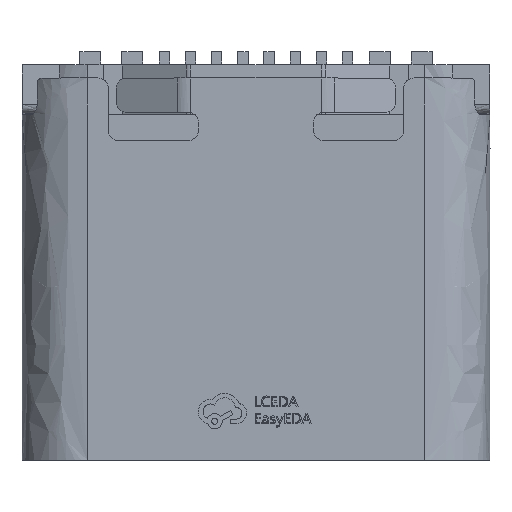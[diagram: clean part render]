
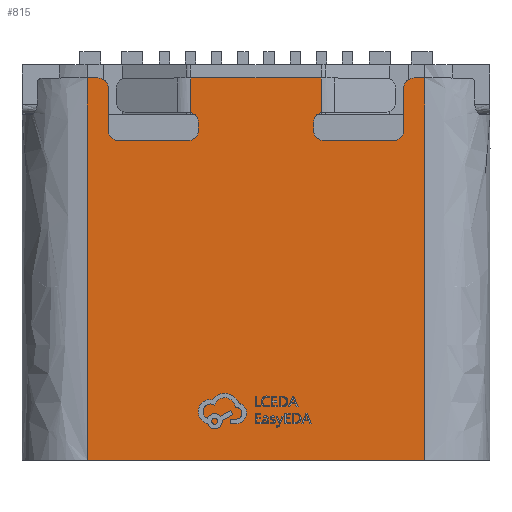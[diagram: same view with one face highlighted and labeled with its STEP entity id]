
A CAD part, top view. The second image highlights one B-rep face of the part: STEP entity #815.
In plain terms, the highlighted free-form (B-spline) face has degree [1, 1] with [2, 2] control points.
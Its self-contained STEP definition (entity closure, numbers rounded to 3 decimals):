
#590 = VERTEX_POINT('',#591);
#591 = CARTESIAN_POINT('',(1.1,2.545,4.16));
#596 = EDGE_CURVE('',#597,#590,#599,.T.);
#597 = VERTEX_POINT('',#598);
#598 = CARTESIAN_POINT('',(1.1,2.395,4.16));
#599 = B_SPLINE_CURVE_WITH_KNOTS('',1,(#600,#601),.UNSPECIFIED.,.F.,.F.,
  (2,2),(0.2,0.35),.PIECEWISE_BEZIER_KNOTS.);
#600 = CARTESIAN_POINT('',(1.1,2.395,4.16));
#601 = CARTESIAN_POINT('',(1.1,2.545,4.16));
#619 = VERTEX_POINT('',#620);
#620 = CARTESIAN_POINT('',(3.22,3.395,4.16));
#649 = VERTEX_POINT('',#650);
#650 = CARTESIAN_POINT('',(3.02,3.395,4.16));
#655 = EDGE_CURVE('',#619,#649,#656,.T.);
#656 = B_SPLINE_CURVE_WITH_KNOTS('',1,(#657,#658),.UNSPECIFIED.,.F.,.F.,
  (2,2),(-6.44,-6.24),.PIECEWISE_BEZIER_KNOTS.);
#657 = CARTESIAN_POINT('',(3.22,3.395,4.16));
#658 = CARTESIAN_POINT('',(3.02,3.395,4.16));
#815 = ADVANCED_FACE('',(#816),#964,.T.);
#816 = FACE_BOUND('',#817,.T.);
#817 = EDGE_LOOP('',(#818,#827,#834,#842,#849,#857,#864,#872,#879,#887,
    #894,#901,#908,#913,#914,#922,#929,#937,#944,#950,#951,#959));
#818 = ORIENTED_EDGE('',*,*,#819,.T.);
#819 = EDGE_CURVE('',#820,#822,#824,.T.);
#820 = VERTEX_POINT('',#821);
#821 = CARTESIAN_POINT('',(1.246,3.395,4.16));
#822 = VERTEX_POINT('',#823);
#823 = CARTESIAN_POINT('',(-1.246,3.395,4.16));
#824 = B_SPLINE_CURVE_WITH_KNOTS('',1,(#825,#826),.UNSPECIFIED.,.F.,.F.,
  (2,2),(-2.346,0.146),.PIECEWISE_BEZIER_KNOTS.);
#825 = CARTESIAN_POINT('',(1.246,3.395,4.16));
#826 = CARTESIAN_POINT('',(-1.246,3.395,4.16));
#827 = ORIENTED_EDGE('',*,*,#828,.F.);
#828 = EDGE_CURVE('',#829,#822,#831,.T.);
#829 = VERTEX_POINT('',#830);
#830 = CARTESIAN_POINT('',(-1.246,2.738,4.16));
#831 = B_SPLINE_CURVE_WITH_KNOTS('',1,(#832,#833),.UNSPECIFIED.,.F.,.F.,
  (2,2),(-0.007,0.65),.PIECEWISE_BEZIER_KNOTS.);
#832 = CARTESIAN_POINT('',(-1.246,2.738,4.16));
#833 = CARTESIAN_POINT('',(-1.246,3.395,4.16));
#834 = ORIENTED_EDGE('',*,*,#835,.F.);
#835 = EDGE_CURVE('',#836,#829,#838,.T.);
#836 = VERTEX_POINT('',#837);
#837 = CARTESIAN_POINT('',(-1.1,2.545,4.16));
#838 = ( BOUNDED_CURVE() B_SPLINE_CURVE(2,(#839,#840,#841),
.UNSPECIFIED.,.F.,.F.) B_SPLINE_CURVE_WITH_KNOTS((3,3),(1.571,
2.87),.PIECEWISE_BEZIER_KNOTS.) CURVE() 
GEOMETRIC_REPRESENTATION_ITEM() RATIONAL_B_SPLINE_CURVE((1.,
0.796,1.)) REPRESENTATION_ITEM('') );
#839 = CARTESIAN_POINT('',(-1.1,2.545,4.16));
#840 = CARTESIAN_POINT('',(-1.1,2.697,4.16));
#841 = CARTESIAN_POINT('',(-1.246,2.738,4.16));
#842 = ORIENTED_EDGE('',*,*,#843,.F.);
#843 = EDGE_CURVE('',#844,#836,#846,.T.);
#844 = VERTEX_POINT('',#845);
#845 = CARTESIAN_POINT('',(-1.1,2.395,4.16));
#846 = B_SPLINE_CURVE_WITH_KNOTS('',1,(#847,#848),.UNSPECIFIED.,.F.,.F.,
  (2,2),(0.2,0.35),.PIECEWISE_BEZIER_KNOTS.);
#847 = CARTESIAN_POINT('',(-1.1,2.395,4.16));
#848 = CARTESIAN_POINT('',(-1.1,2.545,4.16));
#849 = ORIENTED_EDGE('',*,*,#850,.F.);
#850 = EDGE_CURVE('',#851,#844,#853,.T.);
#851 = VERTEX_POINT('',#852);
#852 = CARTESIAN_POINT('',(-1.3,2.195,4.16));
#853 = ( BOUNDED_CURVE() B_SPLINE_CURVE(2,(#854,#855,#856),
.UNSPECIFIED.,.F.,.F.) B_SPLINE_CURVE_WITH_KNOTS((3,3),(0.,
1.571),.PIECEWISE_BEZIER_KNOTS.) CURVE() 
GEOMETRIC_REPRESENTATION_ITEM() RATIONAL_B_SPLINE_CURVE((1.,
0.707,1.)) REPRESENTATION_ITEM('') );
#854 = CARTESIAN_POINT('',(-1.3,2.195,4.16));
#855 = CARTESIAN_POINT('',(-1.1,2.195,4.16));
#856 = CARTESIAN_POINT('',(-1.1,2.395,4.16));
#857 = ORIENTED_EDGE('',*,*,#858,.T.);
#858 = EDGE_CURVE('',#851,#859,#861,.T.);
#859 = VERTEX_POINT('',#860);
#860 = CARTESIAN_POINT('',(-2.62,2.195,4.16));
#861 = B_SPLINE_CURVE_WITH_KNOTS('',1,(#862,#863),.UNSPECIFIED.,.F.,.F.,
  (2,2),(-1.52,-0.2),.PIECEWISE_BEZIER_KNOTS.);
#862 = CARTESIAN_POINT('',(-1.3,2.195,4.16));
#863 = CARTESIAN_POINT('',(-2.62,2.195,4.16));
#864 = ORIENTED_EDGE('',*,*,#865,.F.);
#865 = EDGE_CURVE('',#866,#859,#868,.T.);
#866 = VERTEX_POINT('',#867);
#867 = CARTESIAN_POINT('',(-2.82,2.395,4.16));
#868 = ( BOUNDED_CURVE() B_SPLINE_CURVE(2,(#869,#870,#871),
.UNSPECIFIED.,.F.,.F.) B_SPLINE_CURVE_WITH_KNOTS((3,3),(4.712,
6.283),.PIECEWISE_BEZIER_KNOTS.) CURVE() 
GEOMETRIC_REPRESENTATION_ITEM() RATIONAL_B_SPLINE_CURVE((1.,
0.707,1.)) REPRESENTATION_ITEM('') );
#869 = CARTESIAN_POINT('',(-2.82,2.395,4.16));
#870 = CARTESIAN_POINT('',(-2.82,2.195,4.16));
#871 = CARTESIAN_POINT('',(-2.62,2.195,4.16));
#872 = ORIENTED_EDGE('',*,*,#873,.T.);
#873 = EDGE_CURVE('',#866,#874,#876,.T.);
#874 = VERTEX_POINT('',#875);
#875 = CARTESIAN_POINT('',(-2.82,3.195,4.16));
#876 = B_SPLINE_CURVE_WITH_KNOTS('',1,(#877,#878),.UNSPECIFIED.,.F.,.F.,
  (2,2),(-1.,-0.2),.PIECEWISE_BEZIER_KNOTS.);
#877 = CARTESIAN_POINT('',(-2.82,2.395,4.16));
#878 = CARTESIAN_POINT('',(-2.82,3.195,4.16));
#879 = ORIENTED_EDGE('',*,*,#880,.F.);
#880 = EDGE_CURVE('',#881,#874,#883,.T.);
#881 = VERTEX_POINT('',#882);
#882 = CARTESIAN_POINT('',(-3.02,3.395,4.16));
#883 = ( BOUNDED_CURVE() B_SPLINE_CURVE(2,(#884,#885,#886),
.UNSPECIFIED.,.F.,.F.) B_SPLINE_CURVE_WITH_KNOTS((3,3),(3.142,
4.712),.PIECEWISE_BEZIER_KNOTS.) CURVE() 
GEOMETRIC_REPRESENTATION_ITEM() RATIONAL_B_SPLINE_CURVE((1.,
0.707,1.)) REPRESENTATION_ITEM('') );
#884 = CARTESIAN_POINT('',(-3.02,3.395,4.16));
#885 = CARTESIAN_POINT('',(-2.82,3.395,4.16));
#886 = CARTESIAN_POINT('',(-2.82,3.195,4.16));
#887 = ORIENTED_EDGE('',*,*,#888,.F.);
#888 = EDGE_CURVE('',#889,#881,#891,.T.);
#889 = VERTEX_POINT('',#890);
#890 = CARTESIAN_POINT('',(-3.22,3.395,4.16));
#891 = B_SPLINE_CURVE_WITH_KNOTS('',1,(#892,#893),.UNSPECIFIED.,.F.,.F.,
  (2,2),(-6.44,-6.24),.PIECEWISE_BEZIER_KNOTS.);
#892 = CARTESIAN_POINT('',(-3.22,3.395,4.16));
#893 = CARTESIAN_POINT('',(-3.02,3.395,4.16));
#894 = ORIENTED_EDGE('',*,*,#895,.T.);
#895 = EDGE_CURVE('',#889,#896,#898,.T.);
#896 = VERTEX_POINT('',#897);
#897 = CARTESIAN_POINT('',(-3.22,-3.905,4.16));
#898 = B_SPLINE_CURVE_WITH_KNOTS('',1,(#899,#900),.UNSPECIFIED.,.F.,.F.,
  (2,2),(0.,7.3),.PIECEWISE_BEZIER_KNOTS.);
#899 = CARTESIAN_POINT('',(-3.22,3.395,4.16));
#900 = CARTESIAN_POINT('',(-3.22,-3.905,4.16));
#901 = ORIENTED_EDGE('',*,*,#902,.F.);
#902 = EDGE_CURVE('',#903,#896,#905,.T.);
#903 = VERTEX_POINT('',#904);
#904 = CARTESIAN_POINT('',(3.22,-3.905,4.16));
#905 = B_SPLINE_CURVE_WITH_KNOTS('',1,(#906,#907),.UNSPECIFIED.,.F.,.F.,
  (2,2),(-6.44,0.),.PIECEWISE_BEZIER_KNOTS.);
#906 = CARTESIAN_POINT('',(3.22,-3.905,4.16));
#907 = CARTESIAN_POINT('',(-3.22,-3.905,4.16));
#908 = ORIENTED_EDGE('',*,*,#909,.F.);
#909 = EDGE_CURVE('',#619,#903,#910,.T.);
#910 = B_SPLINE_CURVE_WITH_KNOTS('',1,(#911,#912),.UNSPECIFIED.,.F.,.F.,
  (2,2),(0.,7.3),.PIECEWISE_BEZIER_KNOTS.);
#911 = CARTESIAN_POINT('',(3.22,3.395,4.16));
#912 = CARTESIAN_POINT('',(3.22,-3.905,4.16));
#913 = ORIENTED_EDGE('',*,*,#655,.T.);
#914 = ORIENTED_EDGE('',*,*,#915,.T.);
#915 = EDGE_CURVE('',#649,#916,#918,.T.);
#916 = VERTEX_POINT('',#917);
#917 = CARTESIAN_POINT('',(2.82,3.195,4.16));
#918 = ( BOUNDED_CURVE() B_SPLINE_CURVE(2,(#919,#920,#921),
.UNSPECIFIED.,.F.,.F.) B_SPLINE_CURVE_WITH_KNOTS((3,3),(3.142,
4.712),.PIECEWISE_BEZIER_KNOTS.) CURVE() 
GEOMETRIC_REPRESENTATION_ITEM() RATIONAL_B_SPLINE_CURVE((1.,
0.707,1.)) REPRESENTATION_ITEM('') );
#919 = CARTESIAN_POINT('',(3.02,3.395,4.16));
#920 = CARTESIAN_POINT('',(2.82,3.395,4.16));
#921 = CARTESIAN_POINT('',(2.82,3.195,4.16));
#922 = ORIENTED_EDGE('',*,*,#923,.F.);
#923 = EDGE_CURVE('',#924,#916,#926,.T.);
#924 = VERTEX_POINT('',#925);
#925 = CARTESIAN_POINT('',(2.82,2.395,4.16));
#926 = B_SPLINE_CURVE_WITH_KNOTS('',1,(#927,#928),.UNSPECIFIED.,.F.,.F.,
  (2,2),(-1.,-0.2),.PIECEWISE_BEZIER_KNOTS.);
#927 = CARTESIAN_POINT('',(2.82,2.395,4.16));
#928 = CARTESIAN_POINT('',(2.82,3.195,4.16));
#929 = ORIENTED_EDGE('',*,*,#930,.T.);
#930 = EDGE_CURVE('',#924,#931,#933,.T.);
#931 = VERTEX_POINT('',#932);
#932 = CARTESIAN_POINT('',(2.62,2.195,4.16));
#933 = ( BOUNDED_CURVE() B_SPLINE_CURVE(2,(#934,#935,#936),
.UNSPECIFIED.,.F.,.F.) B_SPLINE_CURVE_WITH_KNOTS((3,3),(4.712,
6.283),.PIECEWISE_BEZIER_KNOTS.) CURVE() 
GEOMETRIC_REPRESENTATION_ITEM() RATIONAL_B_SPLINE_CURVE((1.,
0.707,1.)) REPRESENTATION_ITEM('') );
#934 = CARTESIAN_POINT('',(2.82,2.395,4.16));
#935 = CARTESIAN_POINT('',(2.82,2.195,4.16));
#936 = CARTESIAN_POINT('',(2.62,2.195,4.16));
#937 = ORIENTED_EDGE('',*,*,#938,.F.);
#938 = EDGE_CURVE('',#939,#931,#941,.T.);
#939 = VERTEX_POINT('',#940);
#940 = CARTESIAN_POINT('',(1.3,2.195,4.16));
#941 = B_SPLINE_CURVE_WITH_KNOTS('',1,(#942,#943),.UNSPECIFIED.,.F.,.F.,
  (2,2),(-1.52,-0.2),.PIECEWISE_BEZIER_KNOTS.);
#942 = CARTESIAN_POINT('',(1.3,2.195,4.16));
#943 = CARTESIAN_POINT('',(2.62,2.195,4.16));
#944 = ORIENTED_EDGE('',*,*,#945,.T.);
#945 = EDGE_CURVE('',#939,#597,#946,.T.);
#946 = ( BOUNDED_CURVE() B_SPLINE_CURVE(2,(#947,#948,#949),
.UNSPECIFIED.,.F.,.F.) B_SPLINE_CURVE_WITH_KNOTS((3,3),(0.,
1.571),.PIECEWISE_BEZIER_KNOTS.) CURVE() 
GEOMETRIC_REPRESENTATION_ITEM() RATIONAL_B_SPLINE_CURVE((1.,
0.707,1.)) REPRESENTATION_ITEM('') );
#947 = CARTESIAN_POINT('',(1.3,2.195,4.16));
#948 = CARTESIAN_POINT('',(1.1,2.195,4.16));
#949 = CARTESIAN_POINT('',(1.1,2.395,4.16));
#950 = ORIENTED_EDGE('',*,*,#596,.T.);
#951 = ORIENTED_EDGE('',*,*,#952,.T.);
#952 = EDGE_CURVE('',#590,#953,#955,.T.);
#953 = VERTEX_POINT('',#954);
#954 = CARTESIAN_POINT('',(1.246,2.738,4.16));
#955 = ( BOUNDED_CURVE() B_SPLINE_CURVE(2,(#956,#957,#958),
.UNSPECIFIED.,.F.,.F.) B_SPLINE_CURVE_WITH_KNOTS((3,3),(1.571,
2.87),.PIECEWISE_BEZIER_KNOTS.) CURVE() 
GEOMETRIC_REPRESENTATION_ITEM() RATIONAL_B_SPLINE_CURVE((1.,
0.796,1.)) REPRESENTATION_ITEM('') );
#956 = CARTESIAN_POINT('',(1.1,2.545,4.16));
#957 = CARTESIAN_POINT('',(1.1,2.697,4.16));
#958 = CARTESIAN_POINT('',(1.246,2.738,4.16));
#959 = ORIENTED_EDGE('',*,*,#960,.T.);
#960 = EDGE_CURVE('',#953,#820,#961,.T.);
#961 = B_SPLINE_CURVE_WITH_KNOTS('',1,(#962,#963),.UNSPECIFIED.,.F.,.F.,
  (2,2),(-0.007,0.65),.PIECEWISE_BEZIER_KNOTS.);
#962 = CARTESIAN_POINT('',(1.246,2.738,4.16));
#963 = CARTESIAN_POINT('',(1.246,3.395,4.16));
#964 = B_SPLINE_SURFACE_WITH_KNOTS('',1,1,(
    (#965,#966)
    ,(#967,#968
    )),.UNSPECIFIED.,.F.,.F.,.F.,(2,2),(2,2),(0.,7.3),(
    0.,6.44),.PIECEWISE_BEZIER_KNOTS.);
#965 = CARTESIAN_POINT('',(-3.22,3.395,4.16));
#966 = CARTESIAN_POINT('',(3.22,3.395,4.16));
#967 = CARTESIAN_POINT('',(-3.22,-3.905,4.16));
#968 = CARTESIAN_POINT('',(3.22,-3.905,4.16));
